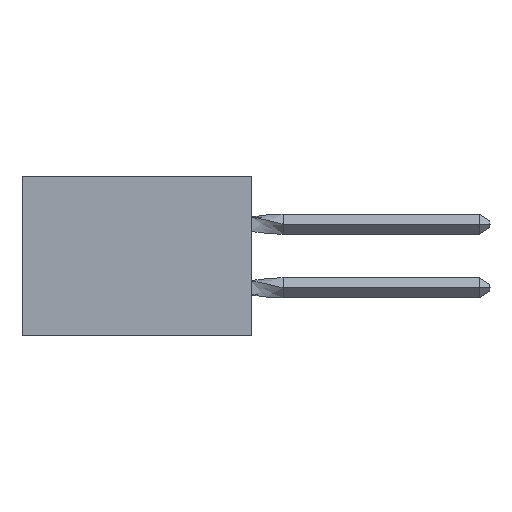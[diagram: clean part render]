
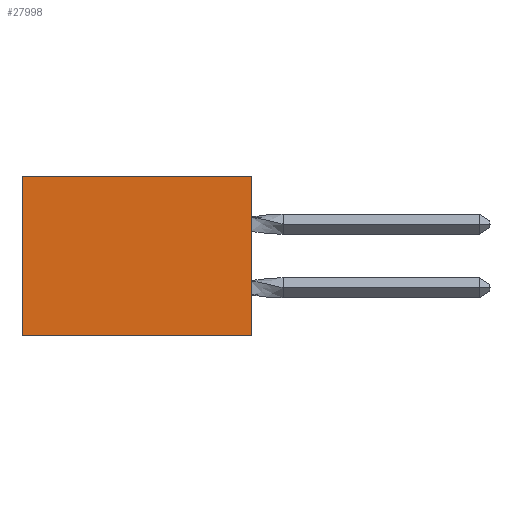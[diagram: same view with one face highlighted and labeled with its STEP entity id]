
A CAD part, left-side view. The second image highlights one B-rep face of the part: STEP entity #27998.
In plain terms, the highlighted planar face has unit normal (-1, 0, 0).
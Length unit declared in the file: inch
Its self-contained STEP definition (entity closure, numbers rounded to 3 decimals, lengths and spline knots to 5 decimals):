
#1638 = CARTESIAN_POINT ( 'NONE',  ( 0.305, 0., -0.5 ) ) ;
#1788 = PLANE ( 'NONE',  #5175 ) ;
#1807 = EDGE_CURVE ( 'NONE', #18462, #33264, #36166, .T. ) ;
#1839 = VECTOR ( 'NONE', #20670, 39.37008 ) ;
#2352 = LINE ( 'NONE', #10950, #1839 ) ;
#5175 = AXIS2_PLACEMENT_3D ( 'NONE', #1638, #11904, #18955 ) ;
#5916 = ORIENTED_EDGE ( 'NONE', *, *, #32171, .T. ) ;
#7643 = VERTEX_POINT ( 'NONE', #13780 ) ;
#8247 = CARTESIAN_POINT ( 'NONE',  ( 0.305, 0.72, 0. ) ) ;
#9384 = EDGE_LOOP ( 'NONE', ( #32783, #9949, #35896, #5916 ) ) ;
#9453 = DIRECTION ( 'NONE',  ( 0., 0., -1. ) ) ;
#9949 = ORIENTED_EDGE ( 'NONE', *, *, #16188, .F. ) ;
#10463 = CARTESIAN_POINT ( 'NONE',  ( 0.305, 0., -0.5 ) ) ;
#10950 = CARTESIAN_POINT ( 'NONE',  ( 0.305, 0.72, -0.5 ) ) ;
#11904 = DIRECTION ( 'NONE',  ( 1., 0., 0. ) ) ;
#13780 = CARTESIAN_POINT ( 'NONE',  ( 0.305, 0.72, -0.5 ) ) ;
#16188 = EDGE_CURVE ( 'NONE', #33264, #7643, #36898, .T. ) ;
#16508 = DIRECTION ( 'NONE',  ( 0., 1., 0. ) ) ;
#18462 = VERTEX_POINT ( 'NONE', #34857 ) ;
#18955 = DIRECTION ( 'NONE',  ( 0., 0., -1. ) ) ;
#19050 = FACE_OUTER_BOUND ( 'NONE', #9384, .T. ) ;
#20670 = DIRECTION ( 'NONE',  ( 0., 0., -1. ) ) ;
#22680 = CARTESIAN_POINT ( 'NONE',  ( 0.305, 0., -0.5 ) ) ;
#24867 = VECTOR ( 'NONE', #27910, 39.37008 ) ;
#27910 = DIRECTION ( 'NONE',  ( 0., 1., 0. ) ) ;
#27998 = ADVANCED_FACE ( 'NONE', ( #19050 ), #1788, .F. ) ;
#32171 = EDGE_CURVE ( 'NONE', #18462, #39735, #32808, .T. ) ;
#32783 = ORIENTED_EDGE ( 'NONE', *, *, #40318, .T. ) ;
#32808 = LINE ( 'NONE', #38676, #24867 ) ;
#33264 = VERTEX_POINT ( 'NONE', #10463 ) ;
#34857 = CARTESIAN_POINT ( 'NONE',  ( 0.305, 0., 0. ) ) ;
#35896 = ORIENTED_EDGE ( 'NONE', *, *, #1807, .F. ) ;
#36166 = LINE ( 'NONE', #42750, #41990 ) ;
#36898 = LINE ( 'NONE', #22680, #38487 ) ;
#38487 = VECTOR ( 'NONE', #16508, 39.37008 ) ;
#38676 = CARTESIAN_POINT ( 'NONE',  ( 0.305, 0., 0. ) ) ;
#39735 = VERTEX_POINT ( 'NONE', #8247 ) ;
#40318 = EDGE_CURVE ( 'NONE', #39735, #7643, #2352, .T. ) ;
#41990 = VECTOR ( 'NONE', #9453, 39.37008 ) ;
#42750 = CARTESIAN_POINT ( 'NONE',  ( 0.305, 0., -0.5 ) ) ;
